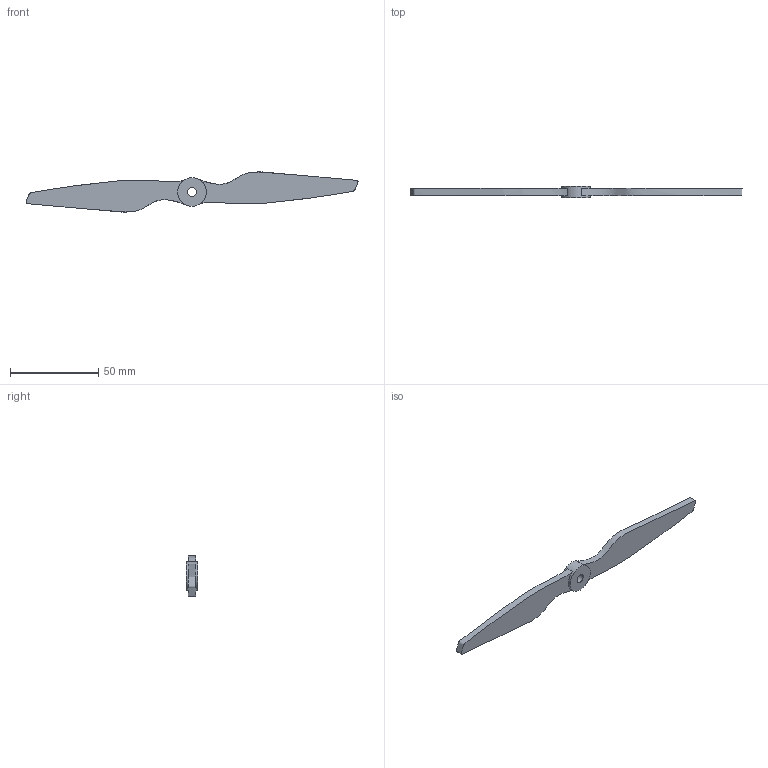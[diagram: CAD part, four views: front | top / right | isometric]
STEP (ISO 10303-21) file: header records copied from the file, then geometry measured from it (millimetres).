
FILE_DESCRIPTION(/* description */ (''),/* implementation_level */ '2;1');
FILE_NAME(/* name */ 'Prop 200mm CCW v1.step',/* time_stamp */ '2022-01-19T17:28:26+02:00',/* author */ (''),/* organization */ (''),/* preprocessor_version */ 'ST-DEVELOPER v18.1',/* originating_system */ 'Autodesk Translation Framework v10.10.0.1391',/* authorisation */ '');
FILE_SCHEMA (('AUTOMOTIVE_DESIGN { 1 0 10303 214 3 1 1 }'));
Length unit declared in the file: millimetre
Products named in the file (1): Prop 200mm CCW
Bounding box: 188.01 x 6.75 x 22.72 mm (x, y, z)
Volume: 8960.6 mm3; surface area: 6602.9 mm2
Topology: 1 solids, 1 shells, 10 faces, 21 edges, 14 vertices
Faces by surface type: plane 6, bspline 2, cylinder 2
Full cylindrical faces by diameter (mm): 5 x1, 16.2 x1
Entity records: 653 total; most frequent: CARTESIAN_POINT 400, DIRECTION 45, ORIENTED_EDGE 42, EDGE_CURVE 21, AXIS2_PLACEMENT_3D 19, VERTEX_POINT 14, EDGE_LOOP 13, FACE_OUTER_BOUND 10
